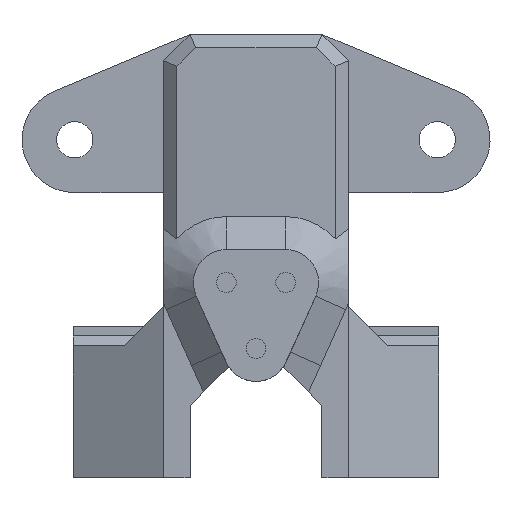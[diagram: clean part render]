
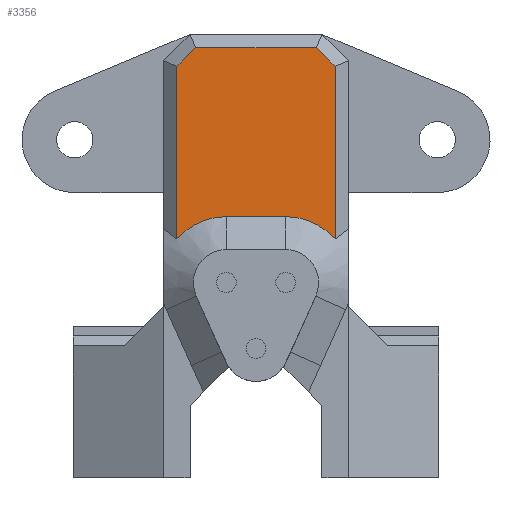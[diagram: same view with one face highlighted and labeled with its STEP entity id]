
A CAD part, left-side view. The second image highlights one B-rep face of the part: STEP entity #3356.
In plain terms, the highlighted planar face has unit normal (-1, 0, 0).
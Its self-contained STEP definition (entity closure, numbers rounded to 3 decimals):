
#143=CIRCLE('',#3570,10.);
#144=CIRCLE('',#3573,10.);
#255=FACE_OUTER_BOUND('',#444,.T.);
#444=EDGE_LOOP('',(#2479,#2480,#2481,#2482,#2483,#2484,#2485,#2486));
#625=LINE('',#4797,#1006);
#627=LINE('',#4802,#1008);
#630=LINE('',#4812,#1011);
#633=LINE('',#4817,#1014);
#635=LINE('',#4820,#1016);
#743=LINE('',#5113,#1124);
#1006=VECTOR('',#3853,10.);
#1008=VECTOR('',#3857,10.);
#1011=VECTOR('',#3862,10.);
#1014=VECTOR('',#3867,10.);
#1016=VECTOR('',#3871,10.);
#1124=VECTOR('',#4079,10.);
#1397=VERTEX_POINT('',#4792);
#1398=VERTEX_POINT('',#4796);
#1399=VERTEX_POINT('',#4800);
#1400=VERTEX_POINT('',#4801);
#1403=VERTEX_POINT('',#4811);
#1404=VERTEX_POINT('',#4816);
#1502=VERTEX_POINT('',#5106);
#1504=VERTEX_POINT('',#5111);
#1734=EDGE_CURVE('',#1397,#1398,#625,.T.);
#1736=EDGE_CURVE('',#1399,#1400,#627,.T.);
#1740=EDGE_CURVE('',#1403,#1399,#630,.T.);
#1743=EDGE_CURVE('',#1404,#1403,#633,.T.);
#1745=EDGE_CURVE('',#1398,#1404,#635,.T.);
#1875=EDGE_CURVE('',#1502,#1397,#143,.T.);
#1877=EDGE_CURVE('',#1504,#1502,#743,.T.);
#1879=EDGE_CURVE('',#1400,#1504,#144,.T.);
#2479=ORIENTED_EDGE('',*,*,#1734,.F.);
#2480=ORIENTED_EDGE('',*,*,#1875,.F.);
#2481=ORIENTED_EDGE('',*,*,#1877,.F.);
#2482=ORIENTED_EDGE('',*,*,#1879,.F.);
#2483=ORIENTED_EDGE('',*,*,#1736,.F.);
#2484=ORIENTED_EDGE('',*,*,#1740,.F.);
#2485=ORIENTED_EDGE('',*,*,#1743,.F.);
#2486=ORIENTED_EDGE('',*,*,#1745,.F.);
#3210=PLANE('',#3578);
#3356=ADVANCED_FACE('',(#255),#3210,.F.);
#3570=AXIS2_PLACEMENT_3D('',#5108,#4074,#4075);
#3573=AXIS2_PLACEMENT_3D('',#5116,#4083,#4084);
#3578=AXIS2_PLACEMENT_3D('',#5190,#4099,#4100);
#3853=DIRECTION('',(0.,0.,1.));
#3857=DIRECTION('',(0.,0.,-1.));
#3862=DIRECTION('',(0.,-0.707,-0.707));
#3867=DIRECTION('',(0.,-1.,0.));
#3871=DIRECTION('',(0.,-0.707,0.707));
#4074=DIRECTION('center_axis',(-1.,0.,0.));
#4075=DIRECTION('ref_axis',(0.,1.,0.));
#4079=DIRECTION('',(0.,1.,0.));
#4083=DIRECTION('center_axis',(-1.,0.,0.));
#4084=DIRECTION('ref_axis',(0.,-1.,0.));
#4099=DIRECTION('center_axis',(1.,0.,0.));
#4100=DIRECTION('ref_axis',(0.,0.,-1.));
#4792=CARTESIAN_POINT('',(-18.5,12.,4.964));
#4796=CARTESIAN_POINT('',(-18.5,12.,31.172));
#4797=CARTESIAN_POINT('',(-18.5,12.,18.));
#4800=CARTESIAN_POINT('',(-18.5,-12.,31.172));
#4801=CARTESIAN_POINT('',(-18.5,-12.,4.964));
#4802=CARTESIAN_POINT('',(-18.5,-12.,28.));
#4811=CARTESIAN_POINT('',(-18.5,-9.172,34.));
#4812=CARTESIAN_POINT('',(-18.5,-9.086,34.086));
#4816=CARTESIAN_POINT('',(-18.5,9.172,34.));
#4817=CARTESIAN_POINT('',(-18.5,5.,34.));
#4820=CARTESIAN_POINT('',(-18.5,11.086,32.086));
#5106=CARTESIAN_POINT('',(-18.5,4.5,8.35));
#5108=CARTESIAN_POINT('Origin',(-18.5,4.5,-1.65));
#5111=CARTESIAN_POINT('',(-18.5,-4.5,8.35));
#5113=CARTESIAN_POINT('',(-18.5,-2.25,8.35));
#5116=CARTESIAN_POINT('Origin',(-18.5,-4.5,-1.65));
#5190=CARTESIAN_POINT('Origin',(-18.5,0.,24.));
